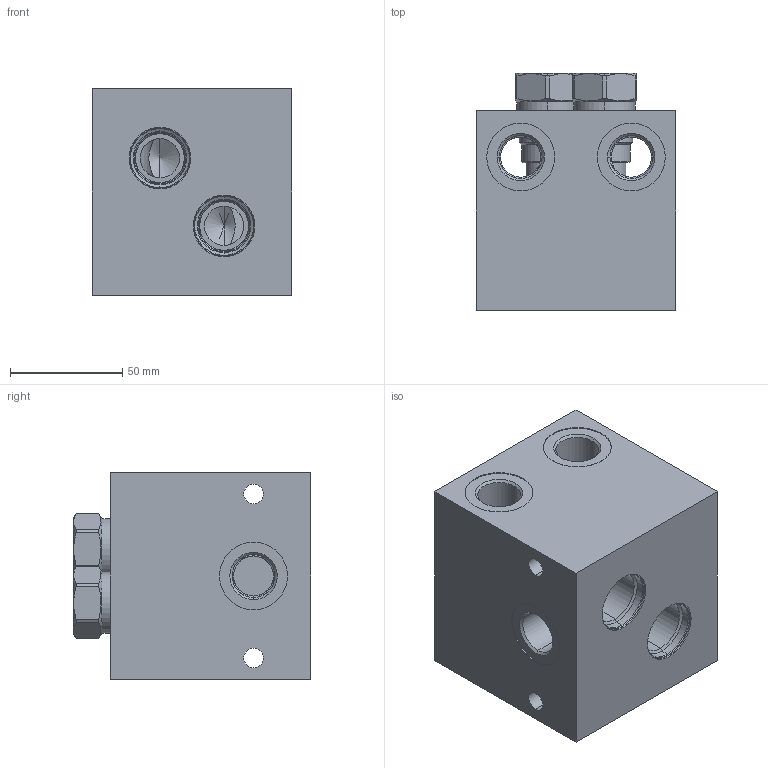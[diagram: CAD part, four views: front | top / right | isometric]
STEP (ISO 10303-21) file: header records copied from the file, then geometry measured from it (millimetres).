
FILE_DESCRIPTION((''),'2;1');
FILE_NAME('CMV_ASM','2023-02-14T',('ProEService'),(''),'PRO/ENGINEER BY PARAMETRIC TECHNOLOGY CORPORATION, 2014200','PRO/ENGINEER BY PARAMETRIC TECHNOLOGY CORPORATION, 2014200','');
FILE_SCHEMA(('CONFIG_CONTROL_DESIGN'));
Length unit declared in the file: inch
Products named in the file (3): 151-171-008; CXFAXAN; CMV_ASM
Assembly tree (3 placements, depth 2):
  CMV_ASM
    151-171-008
    CXFAXAN  x2
Bounding box: 88.9 x 105.56 x 92.08 mm (x, y, z)
Volume: 605290.4 mm3; surface area: 95301.6 mm2
Topology: 7 solids, 7 shells, 347 faces, 1040 edges, 838 vertices
Faces by surface type: cylinder 138, cone 87, plane 58, torus 48, revolution 16
Entity records: 10404 total; most frequent: CARTESIAN_POINT 3125, DIRECTION 1607, ORIENTED_EDGE 1164, EDGE_CURVE 582, AXIS2_PLACEMENT_3D 574, VECTOR 451, LINE 451, VERTEX_POINT 351
